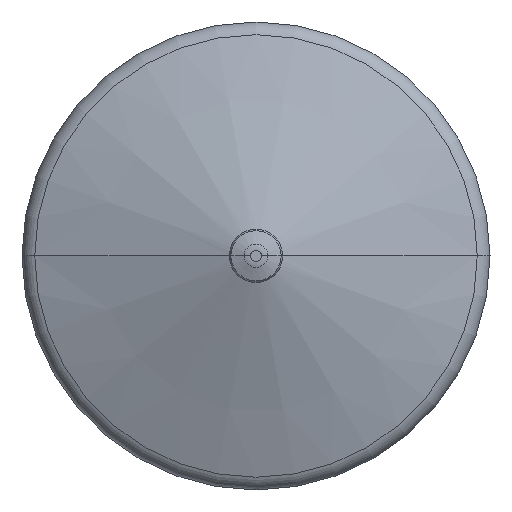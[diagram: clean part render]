
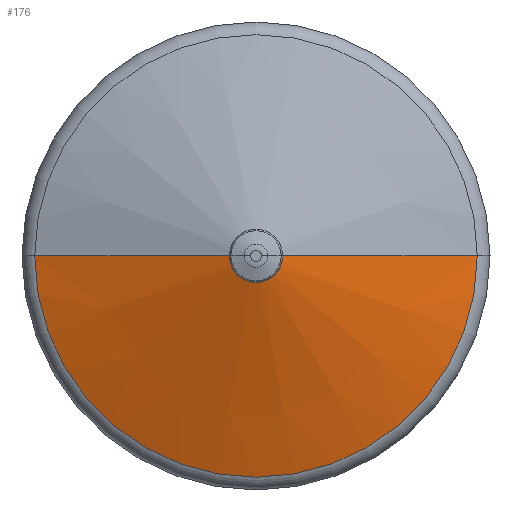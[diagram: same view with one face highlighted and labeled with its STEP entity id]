
A CAD part, top view. The second image highlights one B-rep face of the part: STEP entity #176.
In plain terms, the highlighted conical face has half-angle 71 degrees and reference radius 1.125 mm.
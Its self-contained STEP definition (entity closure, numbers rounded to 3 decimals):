
#150 = ORIENTED_EDGE ( 'NONE', *, *, #240, .F. ) ;
#172 = EDGE_CURVE ( 'NONE', #189, #326, #689, .T. ) ;
#176 = ADVANCED_FACE ( 'NONE', ( #684 ), #603, .T. ) ;
#189 = VERTEX_POINT ( 'NONE', #584 ) ;
#191 = EDGE_CURVE ( 'NONE', #189, #315, #550, .T. ) ;
#195 = EDGE_CURVE ( 'NONE', #326, #318, #683, .T. ) ;
#236 = EDGE_LOOP ( 'NONE', ( #282, #239, #241, #150 ) ) ;
#239 = ORIENTED_EDGE ( 'NONE', *, *, #172, .T. ) ;
#240 = EDGE_CURVE ( 'NONE', #315, #318, #718, .T. ) ;
#241 = ORIENTED_EDGE ( 'NONE', *, *, #195, .T. ) ;
#282 = ORIENTED_EDGE ( 'NONE', *, *, #191, .F. ) ;
#315 = VERTEX_POINT ( 'NONE', #919 ) ;
#318 = VERTEX_POINT ( 'NONE', #909 ) ;
#326 = VERTEX_POINT ( 'NONE', #807 ) ;
#547 = DIRECTION ( 'NONE',  ( 0.946, 0., -0.326 ) ) ;
#548 = VECTOR ( 'NONE', #547, 1000. ) ;
#549 = CARTESIAN_POINT ( 'NONE',  ( 1.125, 0., 99.634 ) ) ;
#550 = LINE ( 'NONE', #549, #548 ) ;
#578 = DIRECTION ( 'NONE',  ( 0., 0., -1. ) ) ;
#579 = DIRECTION ( 'NONE',  ( -1., 0., 0. ) ) ;
#584 = CARTESIAN_POINT ( 'NONE',  ( 1.125, 0., 99.634 ) ) ;
#599 = AXIS2_PLACEMENT_3D ( 'NONE', #602, #578, #579 ) ;
#602 = CARTESIAN_POINT ( 'NONE',  ( 0., 0., 99.634 ) ) ;
#603 = CONICAL_SURFACE ( 'NONE', #599, 1.125, 1.239 ) ;
#680 = DIRECTION ( 'NONE',  ( -0.946, 0., -0.326 ) ) ;
#681 = VECTOR ( 'NONE', #680, 1000. ) ;
#682 = CARTESIAN_POINT ( 'NONE',  ( -1.125, 0., 99.634 ) ) ;
#683 = LINE ( 'NONE', #682, #681 ) ;
#684 = FACE_OUTER_BOUND ( 'NONE', #236, .T. ) ;
#685 = DIRECTION ( 'NONE',  ( -1., 0., 0. ) ) ;
#686 = DIRECTION ( 'NONE',  ( 0., 0., -1. ) ) ;
#687 = CARTESIAN_POINT ( 'NONE',  ( 0., 0., 99.634 ) ) ;
#688 = AXIS2_PLACEMENT_3D ( 'NONE', #687, #686, #685 ) ;
#689 = CIRCLE ( 'NONE', #688, 1.125 ) ;
#717 = AXIS2_PLACEMENT_3D ( 'NONE', #734, #733, #732 ) ;
#718 = CIRCLE ( 'NONE', #717, 9.36 ) ;
#732 = DIRECTION ( 'NONE',  ( -1., 0., 0. ) ) ;
#733 = DIRECTION ( 'NONE',  ( 0., 0., -1. ) ) ;
#734 = CARTESIAN_POINT ( 'NONE',  ( 0., 0., 96.798 ) ) ;
#807 = CARTESIAN_POINT ( 'NONE',  ( -1.125, 0., 99.634 ) ) ;
#909 = CARTESIAN_POINT ( 'NONE',  ( -9.36, 0., 96.798 ) ) ;
#919 = CARTESIAN_POINT ( 'NONE',  ( 9.36, 0., 96.798 ) ) ;
